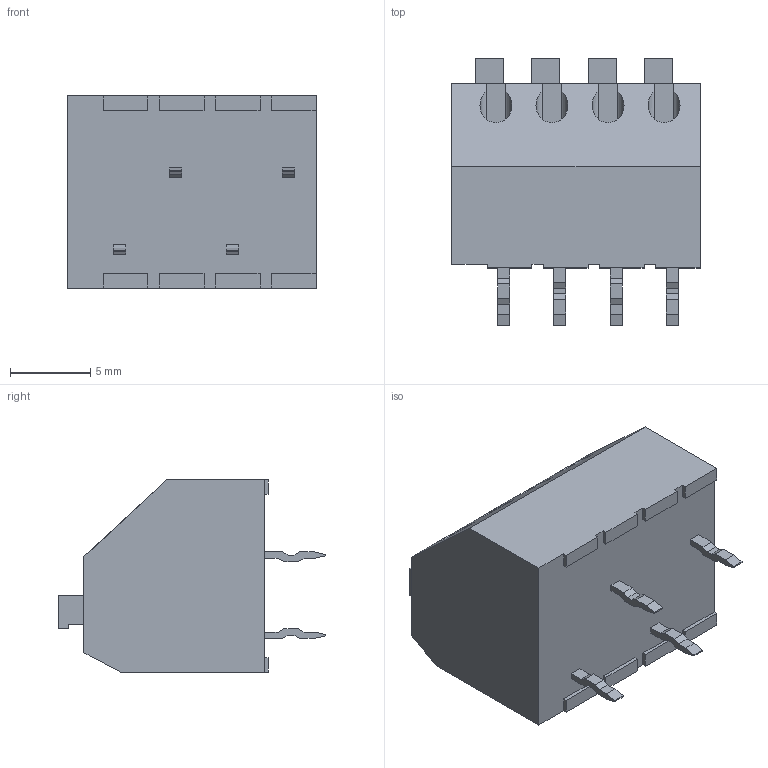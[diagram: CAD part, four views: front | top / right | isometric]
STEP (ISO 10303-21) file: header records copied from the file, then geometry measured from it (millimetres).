
FILE_DESCRIPTION(('STEP AP242'),'1');
FILE_NAME('250-204.stp','2018-11-24T01:28:05',('TraceParts'),('TraceParts S.A.'),'Spatial InterOp 3D',' ',' ');
FILE_SCHEMA(('AP242_MANAGED_MODEL_BASED_3D_ENGINEERING_MIM_LF {1 0 10303 442 1 1 4}'));
Length unit declared in the file: millimetre
Products named in the file (1): 250-204
Bounding box: 15.5 x 16.7 x 12 mm (x, y, z)
Volume: 1849.3 mm3; surface area: 1128.4 mm2
Topology: 1 solids, 1 shells, 154 faces, 424 edges, 280 vertices
Faces by surface type: plane 142, cylinder 12
Entity records: 4823 total; most frequent: CARTESIAN_POINT 859, ORIENTED_EDGE 848, DIRECTION 758, EDGE_CURVE 424, LINE 400, VECTOR 400, VERTEX_POINT 280, AXIS2_PLACEMENT_3D 179
